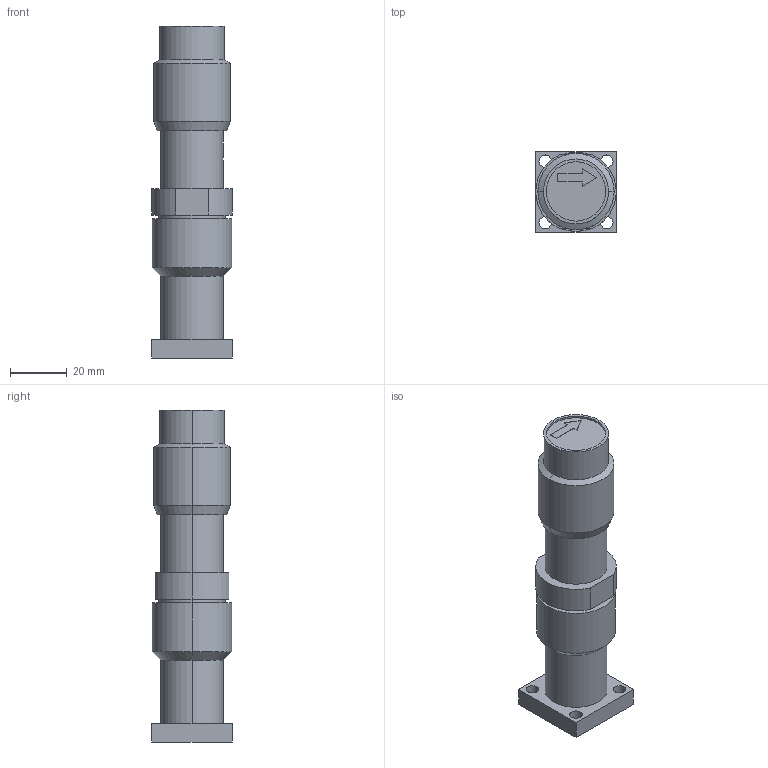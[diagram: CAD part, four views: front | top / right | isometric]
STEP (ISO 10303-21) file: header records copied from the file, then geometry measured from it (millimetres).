
FILE_DESCRIPTION (( 'STEP AP214' ), '1' );
FILE_NAME ('100000051073.STEP', '2025-11-04T06:34:05', ( 'Microsoft' ), ( 'Microsoft' ), 'SwSTEP 2.0', 'SolidWorks 2025', '' );
FILE_SCHEMA (( 'AUTOMOTIVE_DESIGN' ));
Length unit declared in the file: millimetre
Products named in the file (1): 100000051073
Bounding box: 28.6 x 28.6 x 117.5 mm (x, y, z)
Volume: 58497.9 mm3; surface area: 12283 mm2
Topology: 1 solids, 1 shells, 62 faces, 143 edges, 92 vertices
Faces by surface type: cylinder 29, plane 23, cone 6, bspline 4
Entity records: 1860 total; most frequent: CARTESIAN_POINT 376, DIRECTION 317, ORIENTED_EDGE 286, EDGE_CURVE 143, AXIS2_PLACEMENT_3D 121, VERTEX_POINT 92, EDGE_LOOP 79, VECTOR 75
